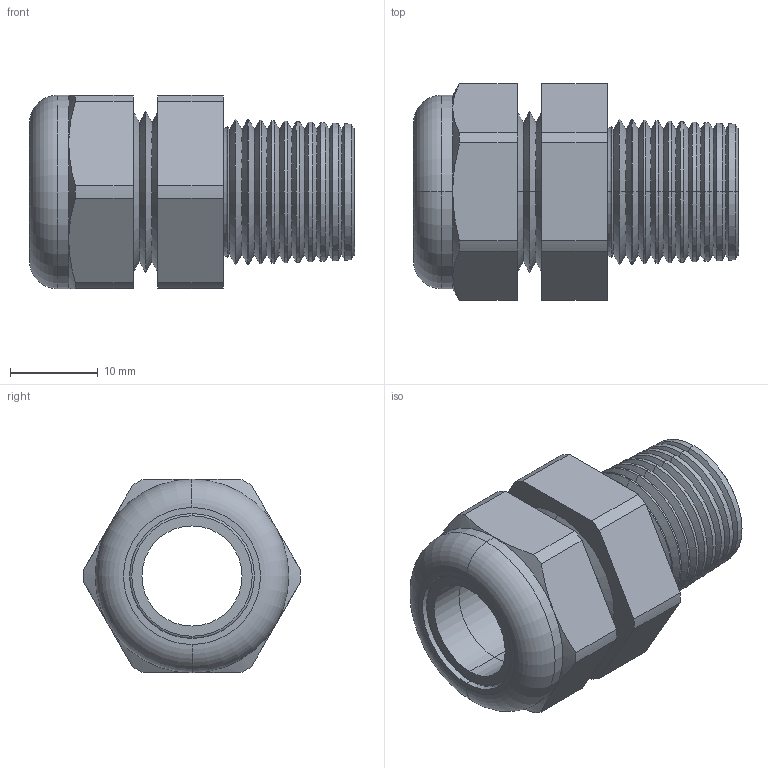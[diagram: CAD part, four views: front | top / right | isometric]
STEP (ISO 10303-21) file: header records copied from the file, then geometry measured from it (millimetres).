
FILE_DESCRIPTION (( 'STEP AP203' ), '1' );
FILE_NAME ('CD09NA-BK.STEP', '2008-06-14T23:05:22', ( 'BSI05' ), ( 'BAYSTATE' ), 'SwSTEP 2.0', 'SolidWorks 2007', '' );
FILE_SCHEMA (( 'CONFIG_CONTROL_DESIGN' ));
Length unit declared in the file: inch
Products named in the file (1): CD09NA-BK
Bounding box: 37.08 x 24.75 x 22.1 mm (x, y, z)
Volume: 6944 mm3; surface area: 5670.6 mm2
Topology: 2 solids, 2 shells, 134 faces, 288 edges, 162 vertices
Faces by surface type: cone 80, cylinder 26, plane 20, torus 8
Entity records: 3711 total; most frequent: DIRECTION 692, CARTESIAN_POINT 657, ORIENTED_EDGE 576, EDGE_CURVE 288, AXIS2_PLACEMENT_3D 281, VERTEX_POINT 162, CIRCLE 146, EDGE_LOOP 142
